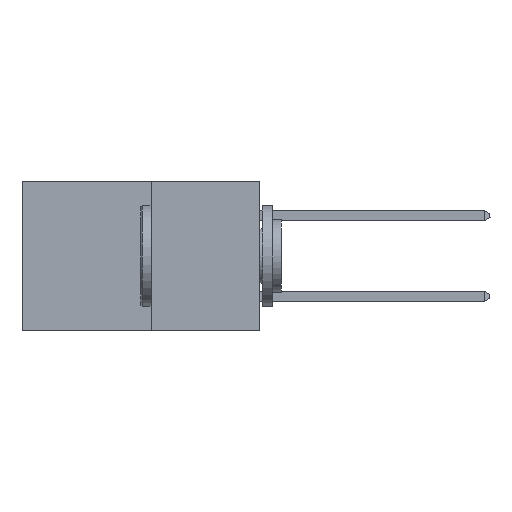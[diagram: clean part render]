
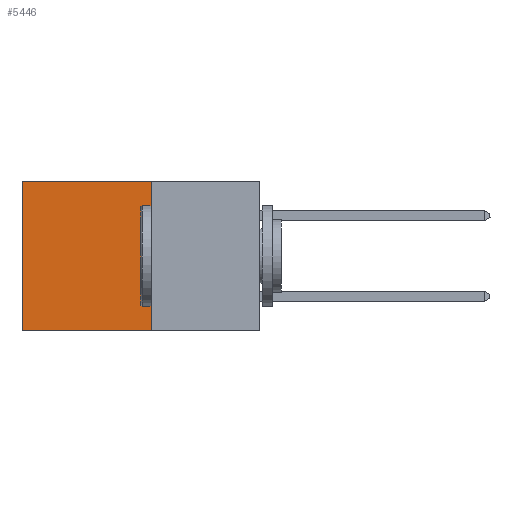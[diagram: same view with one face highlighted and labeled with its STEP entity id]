
A CAD part, left-side view. The second image highlights one B-rep face of the part: STEP entity #5446.
In plain terms, the highlighted planar face has unit normal (-1, 0, 0).
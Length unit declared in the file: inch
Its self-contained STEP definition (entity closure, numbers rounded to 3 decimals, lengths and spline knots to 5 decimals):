
#718 = EDGE_CURVE ( 'NONE', #5138, #7057, #3938, .T. ) ;
#1069 = CARTESIAN_POINT ( 'NONE',  ( 0.277, 0.27, 0. ) ) ;
#1321 = DIRECTION ( 'NONE',  ( 0., 1., 0. ) ) ;
#1398 = DIRECTION ( 'NONE',  ( 0., 0., -1. ) ) ;
#1741 = VECTOR ( 'NONE', #5440, 39.37008 ) ;
#1750 = CARTESIAN_POINT ( 'NONE',  ( 0.277, 0.27, -0.37 ) ) ;
#1996 = ORIENTED_EDGE ( 'NONE', *, *, #5825, .T. ) ;
#2231 = CARTESIAN_POINT ( 'NONE',  ( 0.277, 0.59, -0.37 ) ) ;
#2588 = AXIS2_PLACEMENT_3D ( 'NONE', #7324, #7259, #7227 ) ;
#2998 = EDGE_CURVE ( 'NONE', #5774, #7057, #7136, .T. ) ;
#3122 = VECTOR ( 'NONE', #8289, 39.37008 ) ;
#3652 = LINE ( 'NONE', #5381, #1741 ) ;
#3938 = LINE ( 'NONE', #8094, #4161 ) ;
#4048 = VERTEX_POINT ( 'NONE', #5077 ) ;
#4161 = VECTOR ( 'NONE', #1398, 39.37008 ) ;
#4844 = FACE_OUTER_BOUND ( 'NONE', #4863, .T. ) ;
#4863 = EDGE_LOOP ( 'NONE', ( #9132, #5504, #7487, #1996 ) ) ;
#5075 = VECTOR ( 'NONE', #1321, 39.37008 ) ;
#5077 = CARTESIAN_POINT ( 'NONE',  ( 0.277, 0.27, 0. ) ) ;
#5138 = VERTEX_POINT ( 'NONE', #5220 ) ;
#5220 = CARTESIAN_POINT ( 'NONE',  ( 0.277, 0.59, 0. ) ) ;
#5381 = CARTESIAN_POINT ( 'NONE',  ( 0.277, 0.27, -0.37 ) ) ;
#5440 = DIRECTION ( 'NONE',  ( 0., 0., -1. ) ) ;
#5446 = ADVANCED_FACE ( 'NONE', ( #4844 ), #7269, .F. ) ;
#5504 = ORIENTED_EDGE ( 'NONE', *, *, #2998, .F. ) ;
#5564 = EDGE_CURVE ( 'NONE', #4048, #5774, #3652, .T. ) ;
#5774 = VERTEX_POINT ( 'NONE', #1750 ) ;
#5825 = EDGE_CURVE ( 'NONE', #4048, #5138, #7090, .T. ) ;
#7057 = VERTEX_POINT ( 'NONE', #2231 ) ;
#7090 = LINE ( 'NONE', #1069, #5075 ) ;
#7136 = LINE ( 'NONE', #8237, #3122 ) ;
#7227 = DIRECTION ( 'NONE',  ( 0., 0., -1. ) ) ;
#7259 = DIRECTION ( 'NONE',  ( 1., 0., 0. ) ) ;
#7269 = PLANE ( 'NONE',  #2588 ) ;
#7324 = CARTESIAN_POINT ( 'NONE',  ( 0.277, 0.27, -0.37 ) ) ;
#7487 = ORIENTED_EDGE ( 'NONE', *, *, #5564, .F. ) ;
#8094 = CARTESIAN_POINT ( 'NONE',  ( 0.277, 0.59, -0.37 ) ) ;
#8237 = CARTESIAN_POINT ( 'NONE',  ( 0.277, 0.27, -0.37 ) ) ;
#8289 = DIRECTION ( 'NONE',  ( 0., 1., 0. ) ) ;
#9132 = ORIENTED_EDGE ( 'NONE', *, *, #718, .T. ) ;
